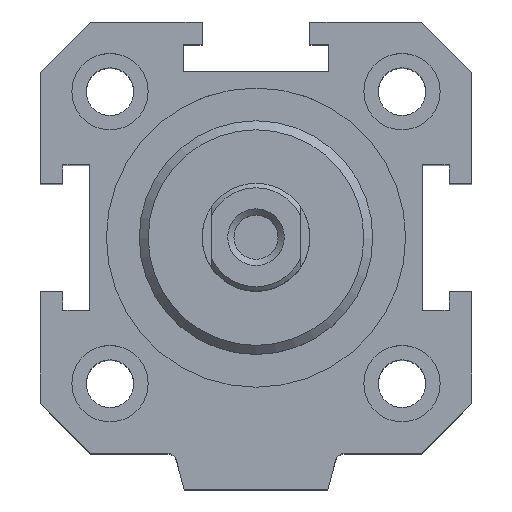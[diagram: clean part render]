
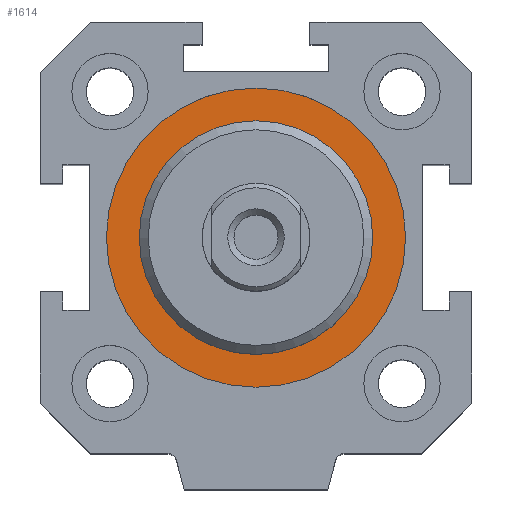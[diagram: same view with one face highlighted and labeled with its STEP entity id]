
A CAD part, top view. The second image highlights one B-rep face of the part: STEP entity #1614.
In plain terms, the highlighted planar face has unit normal (0, 0, 1).
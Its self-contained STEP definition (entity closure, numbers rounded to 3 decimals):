
#334=PLANE('',#1730);
#405=FACE_BOUND('',#575,.T.);
#406=FACE_BOUND('',#576,.T.);
#575=EDGE_LOOP('',(#1177));
#576=EDGE_LOOP('',(#1178));
#740=CIRCLE('',#1728,16.65);
#742=CIRCLE('',#1731,13.);
#812=VERTEX_POINT('',#2406);
#814=VERTEX_POINT('',#2411);
#968=EDGE_CURVE('',#812,#812,#740,.T.);
#970=EDGE_CURVE('',#814,#814,#742,.T.);
#1177=ORIENTED_EDGE('',*,*,#970,.F.);
#1178=ORIENTED_EDGE('',*,*,#968,.F.);
#1614=ADVANCED_FACE('',(#405,#406),#334,.T.);
#1728=AXIS2_PLACEMENT_3D('',#2407,#1918,#1919);
#1730=AXIS2_PLACEMENT_3D('',#2410,#1922,#1923);
#1731=AXIS2_PLACEMENT_3D('',#2412,#1924,#1925);
#1918=DIRECTION('center_axis',(0.,0.,-1.));
#1919=DIRECTION('ref_axis',(-1.,0.,0.));
#1922=DIRECTION('center_axis',(0.,0.,1.));
#1923=DIRECTION('ref_axis',(1.,0.,0.));
#1924=DIRECTION('center_axis',(0.,0.,1.));
#1925=DIRECTION('ref_axis',(-1.,0.,0.));
#2406=CARTESIAN_POINT('',(16.65,0.,24.2));
#2407=CARTESIAN_POINT('Origin',(0.,0.,24.2));
#2410=CARTESIAN_POINT('Origin',(0.,0.,24.2));
#2411=CARTESIAN_POINT('',(13.,0.,24.2));
#2412=CARTESIAN_POINT('Origin',(0.,0.,24.2));
